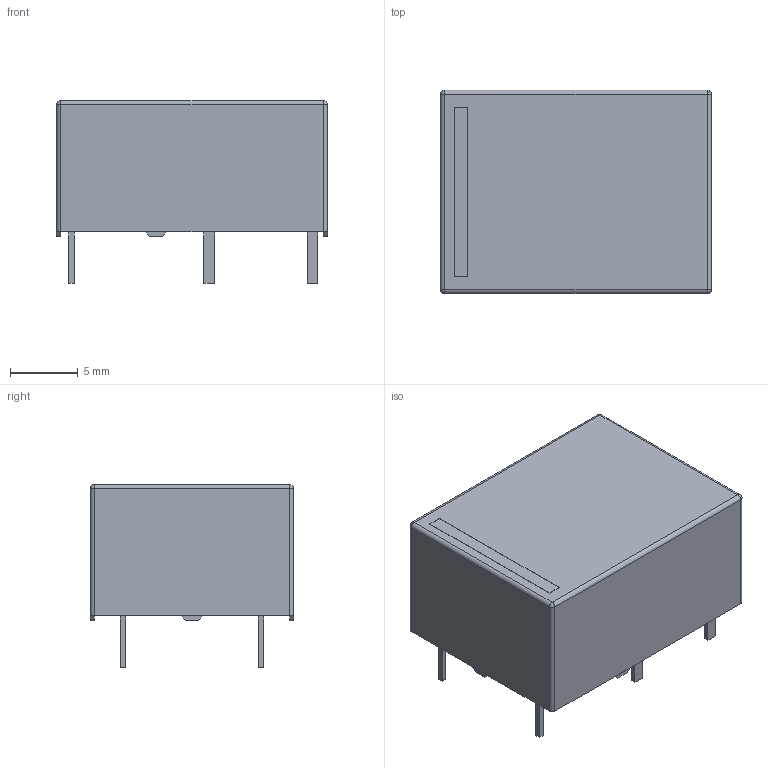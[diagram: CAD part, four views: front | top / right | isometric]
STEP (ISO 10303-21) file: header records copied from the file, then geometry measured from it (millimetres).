
FILE_DESCRIPTION((''),'2;1');
FILE_NAME('REL_PANASONIC_DK2A.stp','2014-01-29T10:05:34',(''),(''),'Mechanical Desktop 2011','Mechanical Desktop 2011',', , ');
FILE_SCHEMA(('AUTOMOTIVE_DESIGN { 1 2 10303 214 1 1 1 1 }'));
Length unit declared in the file: millimetre
Products named in the file (1): Product
Bounding box: 20 x 15 x 13.5 mm (x, y, z)
Volume: 2914.4 mm3; surface area: 1351.3 mm2
Topology: 12 solids, 12 shells, 90 faces, 186 edges, 119 vertices
Faces by surface type: plane 77, cylinder 8, sphere 5
Entity records: 2368 total; most frequent: CARTESIAN_POINT 394, DIRECTION 386, ORIENTED_EDGE 368, EDGE_CURVE 184, VECTOR 164, LINE 164, VERTEX_POINT 119, AXIS2_PLACEMENT_3D 111
